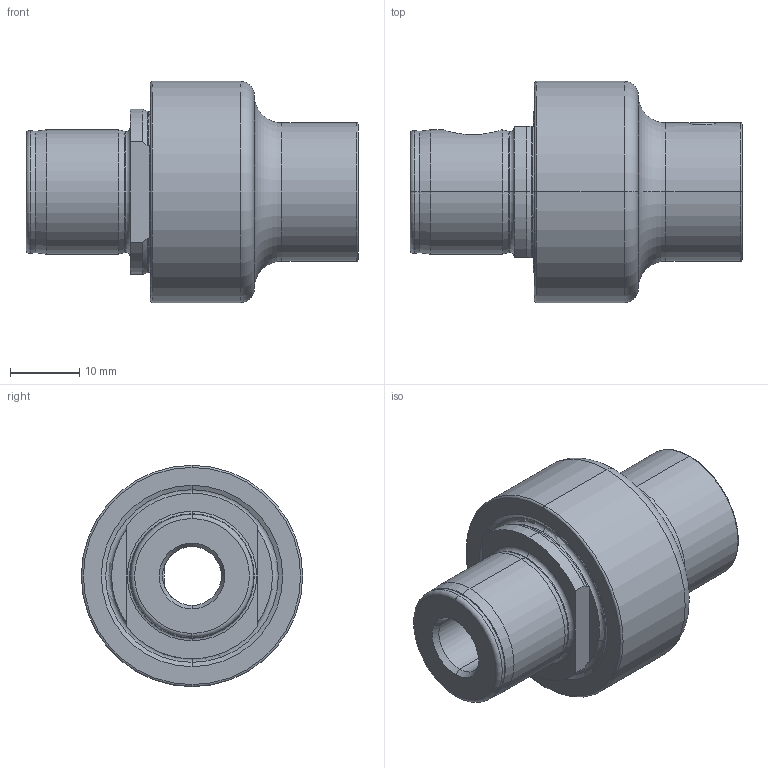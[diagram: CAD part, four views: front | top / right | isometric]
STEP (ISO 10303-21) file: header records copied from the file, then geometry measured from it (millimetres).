
FILE_DESCRIPTION (( 'STEP AP203' ), '1' );
FILE_NAME ('MB3-MB1.K01.030.STEP', '2015-07-06T06:44:43', ( 'SwiAdmin' ), ( '' ), 'SwSTEP 2.0', 'SolidWorks 2012', '' );
FILE_SCHEMA (( 'CONFIG_CONTROL_DESIGN' ));
Length unit declared in the file: millimetre
Products named in the file (3): MB3-MB1.K01.030; MB1-ER1.001.006_A; MB3-MB1.K01.030_A
Assembly tree (2 placements, depth 2):
  MB3-MB1.K01.030
    MB3-MB1.K01.030_A
    MB1-ER1.001.006_A
Bounding box: 48 x 32 x 32 mm (x, y, z)
Volume: 18329.7 mm3; surface area: 6390.4 mm2
Topology: 2 solids, 2 shells, 126 faces, 295 edges, 176 vertices
Faces by surface type: cone 38, cylinder 32, torus 28, plane 24, bspline 4
Entity records: 4378 total; most frequent: CARTESIAN_POINT 1207, DIRECTION 636, ORIENTED_EDGE 586, EDGE_CURVE 293, AXIS2_PLACEMENT_3D 272, VERTEX_POINT 176, CIRCLE 145, EDGE_LOOP 137
